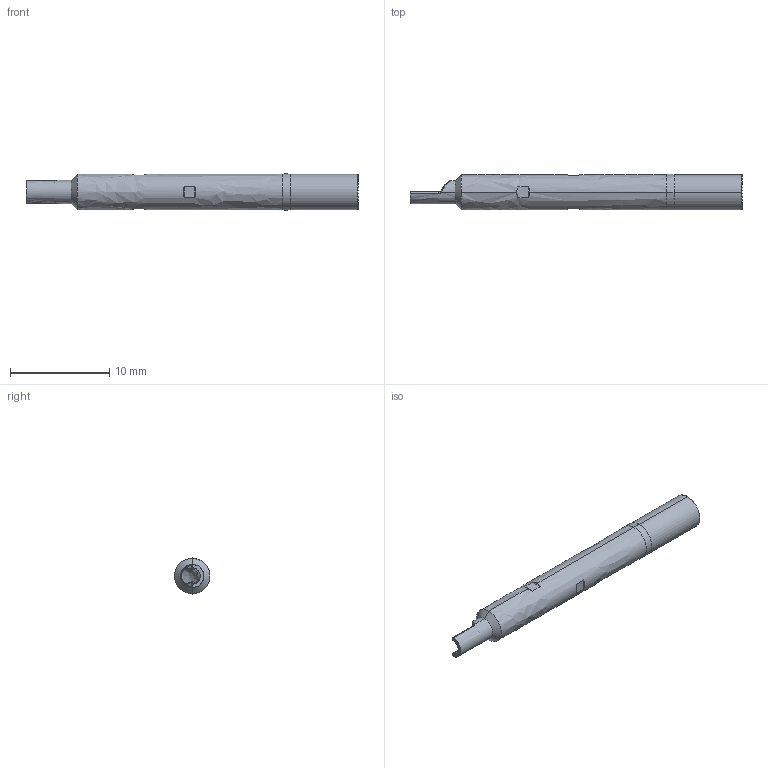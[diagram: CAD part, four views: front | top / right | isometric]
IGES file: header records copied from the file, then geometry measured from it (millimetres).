
Start section: SolidWorks IGES file using analytic representation for surfaces
Global section: file name: SPR-5W-1.IGS; native system: SolidWorks 2014; preprocessor: SolidWorks 2014; author: gzetwo; date: 151130.102954; units: inch
Bounding box: 33.53 x 3.6 x 3.65 mm (x, y, z)
Surface area: 680.6 mm2 (no closed solid volume)
Topology: 0 solids, 0 shells, 96 faces, 798 edges, 791 vertices
Faces by surface type: bspline 70, revolution 26
